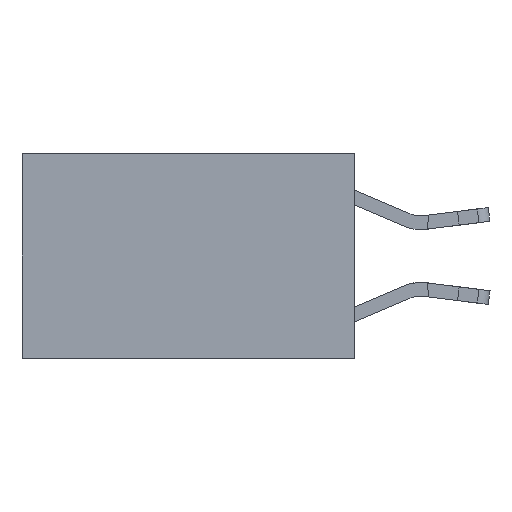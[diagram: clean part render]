
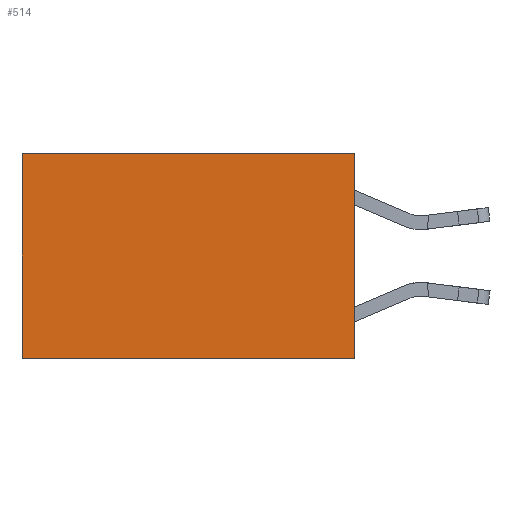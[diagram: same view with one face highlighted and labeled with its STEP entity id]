
A CAD part, left-side view. The second image highlights one B-rep face of the part: STEP entity #514.
In plain terms, the highlighted planar face has unit normal (-1, 0, 0).
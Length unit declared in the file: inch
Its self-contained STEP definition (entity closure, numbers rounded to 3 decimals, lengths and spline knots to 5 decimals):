
#104 = DIRECTION ( 'NONE',  ( 0., 1., 0. ) ) ;
#514 = ADVANCED_FACE ( 'NONE', ( #2163 ), #8720, .F. ) ;
#912 = CARTESIAN_POINT ( 'NONE',  ( 0.2625, 0.6, -0.37 ) ) ;
#1359 = VERTEX_POINT ( 'NONE', #3242 ) ;
#2163 = FACE_OUTER_BOUND ( 'NONE', #11363, .T. ) ;
#3242 = CARTESIAN_POINT ( 'NONE',  ( 0.2625, 0.6, 0. ) ) ;
#5584 = ORIENTED_EDGE ( 'NONE', *, *, #13779, .F. ) ;
#5868 = DIRECTION ( 'NONE',  ( 0., 0., -1. ) ) ;
#6220 = DIRECTION ( 'NONE',  ( 1., 0., 0. ) ) ;
#6763 = CARTESIAN_POINT ( 'NONE',  ( 0.2625, 0., 0. ) ) ;
#7651 = AXIS2_PLACEMENT_3D ( 'NONE', #6763, #6220, #5868 ) ;
#8484 = LINE ( 'NONE', #20231, #9025 ) ;
#8720 = PLANE ( 'NONE',  #7651 ) ;
#9025 = VECTOR ( 'NONE', #10070, 39.37008 ) ;
#10070 = DIRECTION ( 'NONE',  ( 0., 1., 0. ) ) ;
#10446 = EDGE_CURVE ( 'NONE', #12248, #1359, #8484, .T. ) ;
#10640 = EDGE_CURVE ( 'NONE', #12248, #15547, #18886, .T. ) ;
#10663 = CARTESIAN_POINT ( 'NONE',  ( 0.2625, 0., -0.37 ) ) ;
#11091 = ORIENTED_EDGE ( 'NONE', *, *, #10640, .F. ) ;
#11363 = EDGE_LOOP ( 'NONE', ( #19124, #5584, #11091, #14717 ) ) ;
#11432 = LINE ( 'NONE', #10663, #11978 ) ;
#11978 = VECTOR ( 'NONE', #104, 39.37008 ) ;
#12182 = VECTOR ( 'NONE', #19641, 39.37008 ) ;
#12248 = VERTEX_POINT ( 'NONE', #18271 ) ;
#12822 = EDGE_CURVE ( 'NONE', #1359, #14834, #21151, .T. ) ;
#13779 = EDGE_CURVE ( 'NONE', #15547, #14834, #11432, .T. ) ;
#13831 = VECTOR ( 'NONE', #16411, 39.37008 ) ;
#14717 = ORIENTED_EDGE ( 'NONE', *, *, #10446, .T. ) ;
#14834 = VERTEX_POINT ( 'NONE', #912 ) ;
#15547 = VERTEX_POINT ( 'NONE', #21973 ) ;
#16411 = DIRECTION ( 'NONE',  ( 0., 0., -1. ) ) ;
#17312 = CARTESIAN_POINT ( 'NONE',  ( 0.2625, 0., 0. ) ) ;
#18271 = CARTESIAN_POINT ( 'NONE',  ( 0.2625, 0., 0. ) ) ;
#18886 = LINE ( 'NONE', #17312, #13831 ) ;
#19124 = ORIENTED_EDGE ( 'NONE', *, *, #12822, .T. ) ;
#19641 = DIRECTION ( 'NONE',  ( 0., 0., -1. ) ) ;
#20231 = CARTESIAN_POINT ( 'NONE',  ( 0.2625, 0., 0. ) ) ;
#21151 = LINE ( 'NONE', #21369, #12182 ) ;
#21369 = CARTESIAN_POINT ( 'NONE',  ( 0.2625, 0.6, 0. ) ) ;
#21973 = CARTESIAN_POINT ( 'NONE',  ( 0.2625, 0., -0.37 ) ) ;
